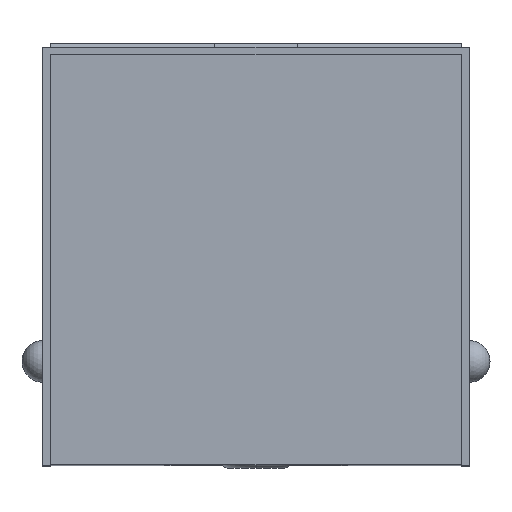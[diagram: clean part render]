
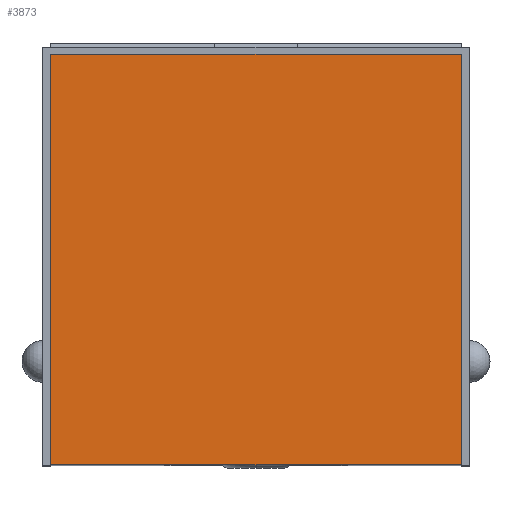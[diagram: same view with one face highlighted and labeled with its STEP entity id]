
A CAD part, top view. The second image highlights one B-rep face of the part: STEP entity #3873.
In plain terms, the highlighted planar face has unit normal (0, 0, 1).
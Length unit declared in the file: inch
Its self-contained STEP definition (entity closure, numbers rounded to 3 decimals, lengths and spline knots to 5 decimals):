
#1340=DIRECTION('',(1.,0.,0.));
#1341=VECTOR('',#1340,1.968);
#1342=CARTESIAN_POINT('',(-0.984,0.,0.));
#1343=LINE('',#1342,#1341);
#1456=DIRECTION('',(0.,-1.,0.));
#1457=VECTOR('',#1456,1.968);
#1458=CARTESIAN_POINT('',(-0.984,1.968,0.));
#1459=LINE('',#1458,#1457);
#1732=DIRECTION('',(0.,-1.,0.));
#1733=VECTOR('',#1732,1.968);
#1734=CARTESIAN_POINT('',(0.984,1.968,0.));
#1735=LINE('',#1734,#1733);
#1768=DIRECTION('',(1.,0.,0.));
#1769=VECTOR('',#1768,1.968);
#1770=CARTESIAN_POINT('',(-0.984,1.968,0.));
#1771=LINE('',#1770,#1769);
#2158=CARTESIAN_POINT('',(-0.984,1.968,0.));
#2159=CARTESIAN_POINT('',(-0.984,0.,0.));
#2160=VERTEX_POINT('',#2158);
#2161=VERTEX_POINT('',#2159);
#2162=CARTESIAN_POINT('',(0.984,1.968,0.));
#2163=CARTESIAN_POINT('',(0.984,0.,0.));
#2164=VERTEX_POINT('',#2162);
#2165=VERTEX_POINT('',#2163);
#3862=CARTESIAN_POINT('',(-0.984,1.968,0.));
#3863=DIRECTION('',(0.,0.,1.));
#3864=DIRECTION('',(0.,-1.,0.));
#3865=AXIS2_PLACEMENT_3D('',#3862,#3863,#3864);
#3866=PLANE('',#3865);
#3867=ORIENTED_EDGE('',*,*,#3613,.F.);
#3868=ORIENTED_EDGE('',*,*,#3574,.T.);
#3869=ORIENTED_EDGE('',*,*,#3839,.T.);
#3870=ORIENTED_EDGE('',*,*,#3482,.F.);
#3871=EDGE_LOOP('',(#3867,#3868,#3869,#3870));
#3872=FACE_OUTER_BOUND('',#3871,.F.);
#3482=EDGE_CURVE('',#2161,#2165,#1343,.T.);
#3574=EDGE_CURVE('',#2160,#2164,#1771,.T.);
#3613=EDGE_CURVE('',#2160,#2161,#1459,.T.);
#3839=EDGE_CURVE('',#2164,#2165,#1735,.T.);
#3873=ADVANCED_FACE('',(#3872),#3866,.T.);
